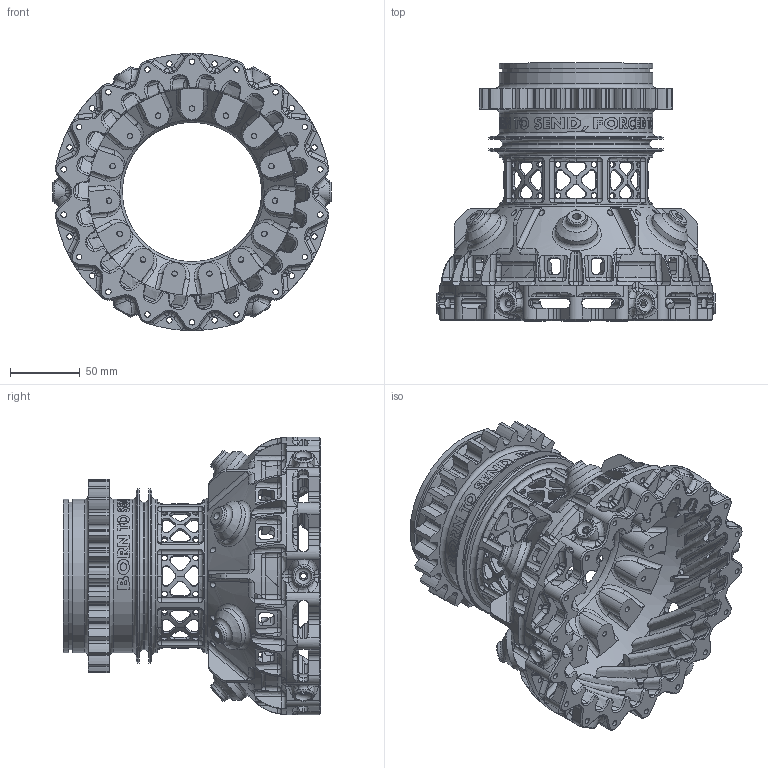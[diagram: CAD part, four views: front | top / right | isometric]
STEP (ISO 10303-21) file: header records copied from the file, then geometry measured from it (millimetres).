
FILE_DESCRIPTION(('HOOPS Exchange Step'),'2;1');
FILE_NAME('1_2026-01-03-161609.step','2026-01-03T16:16:15+16:00',('em'),('Unknown organisation'),'HOOPS Exchange 2025.8','HOOPS Exchange','Unknown authorisation');
FILE_SCHEMA( ('AP203_CONFIGURATION_CONTROLLED_3D_DESIGN_OF_MECHANICAL_PARTS_AND_ASSEMBLIES_MIM_LF') );
Length unit declared in the file: millimetre
Products named in the file (2): 0; root
Assembly tree (1 placements, depth 2):
  root
    0
Bounding box: 199.63 x 184.97 x 199 mm (x, y, z)
Volume: 676381.1 mm3; surface area: 264432.2 mm2
Topology: 1 solids, 1 shells, 2595 faces, 7259 edges, 4476 vertices
Faces by surface type: bspline 776, cylinder 752, plane 535, torus 208, cone 202, sphere 122
Full cylindrical faces by diameter (mm): 4 x51, 4.5 x32, 6 x6, 15 x6, 30 x6, 100 x1, 106 x2, 110 x4, 125 x2, 170 x1
Entity records: 321510 total; most frequent: CARTESIAN_POINT 261233, ORIENTED_EDGE 14274, DIRECTION 10313, EDGE_CURVE 7137, VERTEX_POINT 4476, AXIS2_PLACEMENT_3D 4268, B_SPLINE_CURVE_WITH_KNOTS 2913, EDGE_LOOP 2831
